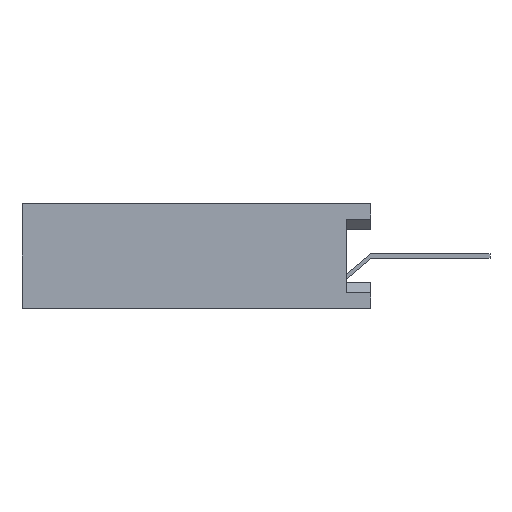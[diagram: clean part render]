
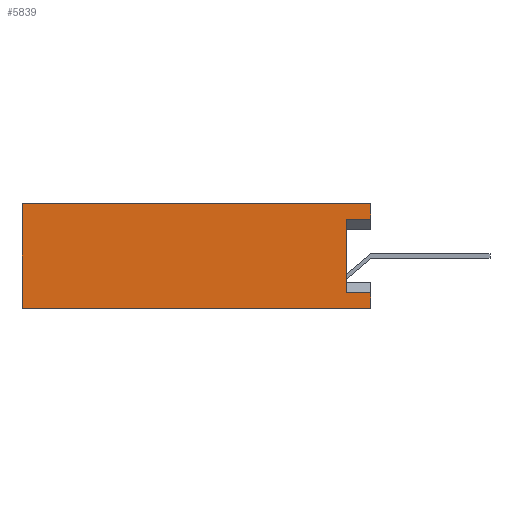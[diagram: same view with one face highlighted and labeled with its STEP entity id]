
A CAD part, left-side view. The second image highlights one B-rep face of the part: STEP entity #5839.
In plain terms, the highlighted planar face has unit normal (-1, 0, 0).
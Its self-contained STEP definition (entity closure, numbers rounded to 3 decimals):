
#17=DIRECTION('',(0.,-1.,0.));
#18=VECTOR('',#17,8.5);
#19=CARTESIAN_POINT('',(-8.89,4.25,-1.27));
#20=LINE('',#19,#18);
#261=DIRECTION('',(0.,0.,1.));
#262=VECTOR('',#261,0.37);
#263=CARTESIAN_POINT('',(-8.89,-4.25,-1.27));
#264=LINE('',#263,#262);
#277=DIRECTION('',(0.,0.,1.));
#278=VECTOR('',#277,0.37);
#279=CARTESIAN_POINT('',(-8.89,-4.25,0.9));
#280=LINE('',#279,#278);
#461=DIRECTION('',(0.,0.,1.));
#462=VECTOR('',#461,2.54);
#463=CARTESIAN_POINT('',(-8.89,4.25,-1.27));
#464=LINE('',#463,#462);
#465=DIRECTION('',(0.,1.,0.));
#466=VECTOR('',#465,0.6);
#467=CARTESIAN_POINT('',(-8.89,-4.25,0.9));
#468=LINE('',#467,#466);
#469=DIRECTION('',(0.,0.,1.));
#470=VECTOR('',#469,1.8);
#471=CARTESIAN_POINT('',(-8.89,-3.65,-0.9));
#472=LINE('',#471,#470);
#473=DIRECTION('',(0.,1.,0.));
#474=VECTOR('',#473,0.6);
#475=CARTESIAN_POINT('',(-8.89,-4.25,-0.9));
#476=LINE('',#475,#474);
#1053=DIRECTION('',(0.,-1.,0.));
#1054=VECTOR('',#1053,8.5);
#1055=CARTESIAN_POINT('',(-8.89,4.25,1.27));
#1056=LINE('',#1055,#1054);
#3957=CARTESIAN_POINT('',(-8.89,4.25,-1.27));
#3958=CARTESIAN_POINT('',(-8.89,-4.25,-1.27));
#3959=VERTEX_POINT('',#3957);
#3960=VERTEX_POINT('',#3958);
#3965=CARTESIAN_POINT('',(-8.89,4.25,1.27));
#3966=CARTESIAN_POINT('',(-8.89,-4.25,1.27));
#3967=VERTEX_POINT('',#3965);
#3968=VERTEX_POINT('',#3966);
#4093=CARTESIAN_POINT('',(-8.89,-4.25,-0.9));
#4094=VERTEX_POINT('',#4093);
#4095=CARTESIAN_POINT('',(-8.89,-4.25,0.9));
#4096=VERTEX_POINT('',#4095);
#4109=CARTESIAN_POINT('',(-8.89,-3.65,-0.9));
#4110=CARTESIAN_POINT('',(-8.89,-3.65,0.9));
#4111=VERTEX_POINT('',#4109);
#4112=VERTEX_POINT('',#4110);
#5819=CARTESIAN_POINT('',(-8.89,4.25,-1.27));
#5820=DIRECTION('',(-1.,0.,0.));
#5821=DIRECTION('',(0.,-1.,0.));
#5822=AXIS2_PLACEMENT_3D('',#5819,#5820,#5821);
#5823=PLANE('',#5822);
#5824=ORIENTED_EDGE('',*,*,#5578,.F.);
#5825=ORIENTED_EDGE('',*,*,#5250,.F.);
#5827=ORIENTED_EDGE('',*,*,#5826,.T.);
#5829=ORIENTED_EDGE('',*,*,#5828,.T.);
#5830=ORIENTED_EDGE('',*,*,#5594,.F.);
#5832=ORIENTED_EDGE('',*,*,#5831,.T.);
#5834=ORIENTED_EDGE('',*,*,#5833,.F.);
#5836=ORIENTED_EDGE('',*,*,#5835,.F.);
#5837=EDGE_LOOP('',(#5824,#5825,#5827,#5829,#5830,#5832,#5834,#5836));
#5838=FACE_OUTER_BOUND('',#5837,.F.);
#5839=ADVANCED_FACE('',(#5838),#5823,.T.);
#5250=EDGE_CURVE('',#3959,#3960,#20,.T.);
#5578=EDGE_CURVE('',#3960,#4094,#264,.T.);
#5594=EDGE_CURVE('',#4096,#3968,#280,.T.);
#5826=EDGE_CURVE('',#3959,#3967,#464,.T.);
#5828=EDGE_CURVE('',#3967,#3968,#1056,.T.);
#5831=EDGE_CURVE('',#4096,#4112,#468,.T.);
#5833=EDGE_CURVE('',#4111,#4112,#472,.T.);
#5835=EDGE_CURVE('',#4094,#4111,#476,.T.);
